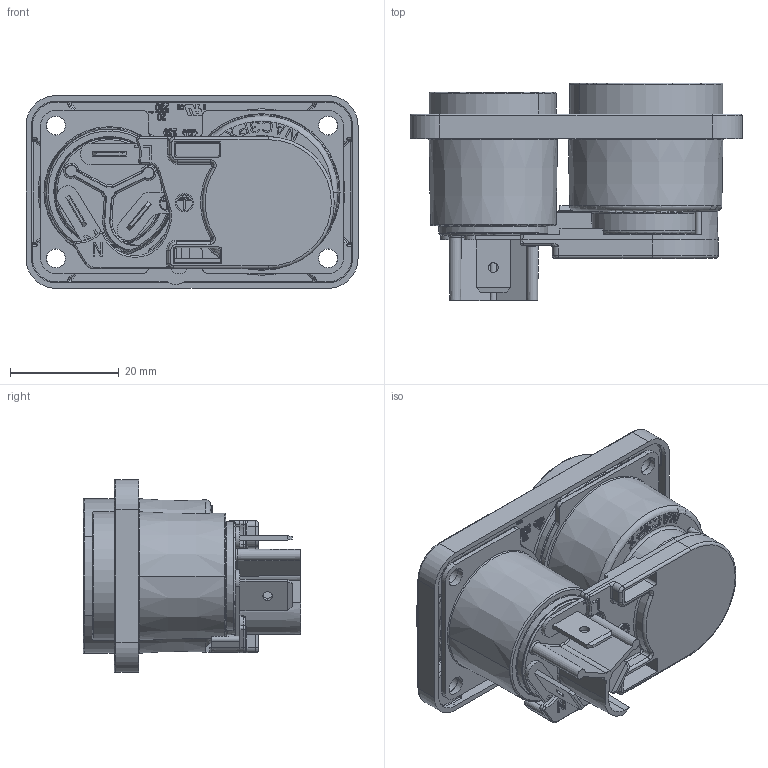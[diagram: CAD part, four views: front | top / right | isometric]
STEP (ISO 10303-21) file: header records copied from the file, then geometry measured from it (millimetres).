
FILE_DESCRIPTION((''),'2;1');
FILE_NAME('NAC3PX-TOP','2023-05-03T09:42:44',('elias.feurle'),(''),'CREO PARAMETRIC BY PTC INC, 2021184','CREO PARAMETRIC BY PTC INC, 2021184','');
FILE_SCHEMA(('AUTOMOTIVE_DESIGN { 1 0 10303 214 1 1 1 1 }'));
Length unit declared in the file: millimetre
Products named in the file (1): NAC3PX-TOP
Bounding box: 61 x 40 x 35.4 mm (x, y, z)
Volume: 29436.3 mm3; surface area: 16155.9 mm2
Topology: 1 solids, 9 shells, 1984 faces, 5236 edges, 3329 vertices
Faces by surface type: plane 943, cylinder 326, extrusion 302, bspline 177, torus 145, cone 90, sphere 1
Entity records: 68548 total; most frequent: CARTESIAN_POINT 21264, ORIENTED_EDGE 10472, DIRECTION 8515, EDGE_CURVE 5236, VERTEX_POINT 3329, VECTOR 3269, LINE 2967, AXIS2_PLACEMENT_3D 2623
